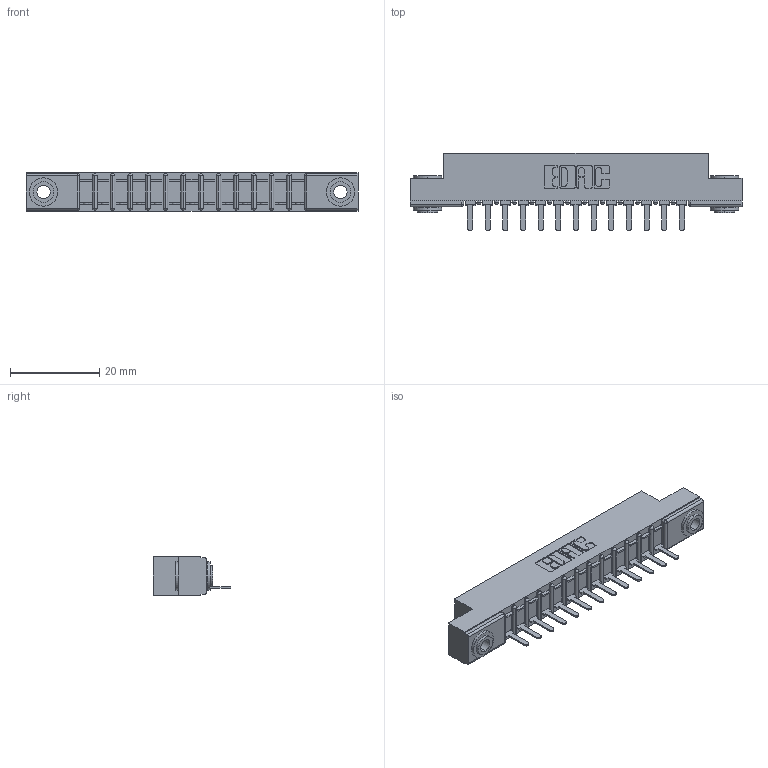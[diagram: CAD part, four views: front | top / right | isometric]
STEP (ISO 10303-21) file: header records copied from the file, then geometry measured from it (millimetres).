
FILE_DESCRIPTION (( 'STEP AP203' ), '1' );
FILE_NAME ('357-013-521-103.STEP', '2018-08-07T22:59:26', ( '' ), ( '' ), 'SwSTEP 2.0', 'SolidWorks 2016', '' );
FILE_SCHEMA (( 'CONFIG_CONTROL_DESIGN' ));
Length unit declared in the file: inch
Products named in the file (4): 307 Part_.156 Dia Mounting Holes; 307-290-002_521; 345-250-002_345-250-002-102; 357-013-521-103
Assembly tree (16 placements, depth 2):
  357-013-521-103
    307 Part_.156 Dia Mounting Holes
    307-290-002_521  x13
    345-250-002_345-250-002-102  x2
Bounding box: 74.52 x 17.42 x 8.71 mm (x, y, z)
Volume: 4917.3 mm3; surface area: 8695 mm2
Topology: 16 solids, 16 shells, 1146 faces, 3451 edges, 2258 vertices
Faces by surface type: plane 679, cylinder 431, sphere 28, cone 8
Entity records: 16503 total; most frequent: CARTESIAN_POINT 2757, ORIENTED_EDGE 2738, DIRECTION 2707, EDGE_CURVE 1369, VECTOR 1027, LINE 1027, VERTEX_POINT 890, AXIS2_PLACEMENT_3D 840
